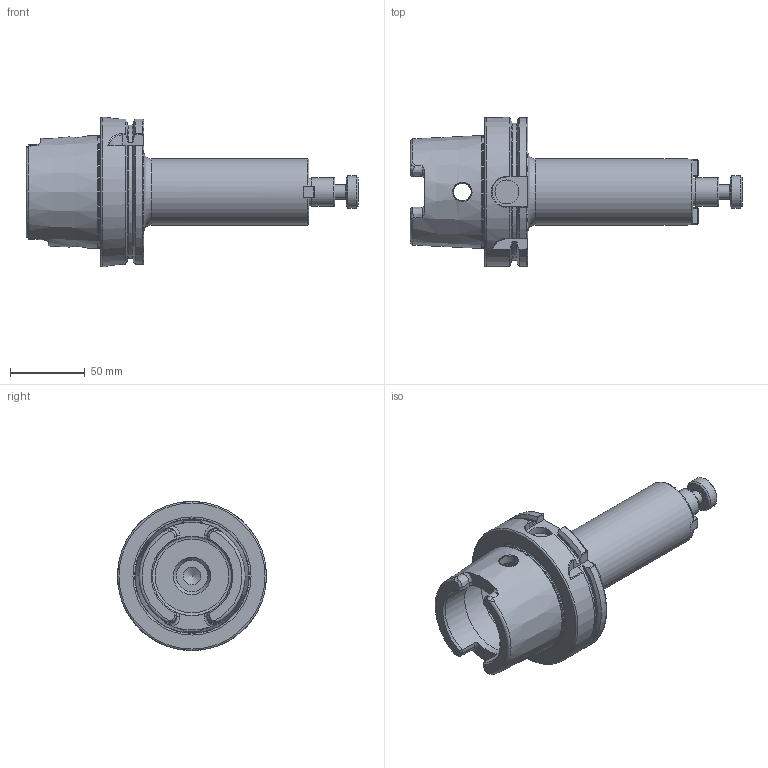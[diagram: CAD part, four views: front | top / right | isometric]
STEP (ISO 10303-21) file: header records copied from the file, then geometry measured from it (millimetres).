
FILE_DESCRIPTION(/* description */ (''),/* implementation_level */ '2;1');
FILE_NAME(/* name */ 'HSK100A-SM075-0550.stp',/* time_stamp */ '2019-07-24T16:40:59-05:00',/* author */ ('ldfli'),/* organization */ ('Pioneer N.A.'),/* preprocessor_version */ 'ST-DEVELOPER v18',/* originating_system */ 'Autodesk Inventor LT',/* authorisation */ '');
FILE_SCHEMA (('AUTOMOTIVE_DESIGN { 1 0 10303 214 3 1 1 }'));
Length unit declared in the file: millimetre
Products named in the file (1): HSK100A-SM075-0550
Bounding box: 222.7 x 100 x 100 mm (x, y, z)
Volume: 432042.6 mm3; surface area: 71453.6 mm2
Topology: 4 solids, 4 shells, 290 faces, 745 edges, 483 vertices
Faces by surface type: plane 150, cylinder 46, bspline 46, cone 25, torus 23
Full cylindrical faces by diameter (mm): 2.459 x2, 3 x2, 3.3 x2, 5.5 x2, 5.8 x2, 8.382 x1, 9.53 x1, 10 x1, 12 x3, 13 x1, 16 x1, 18.55 x1, 19.05 x1, 21 x1, 22 x1, 26 x1, 44.57 x1, 53 x2, 63 x1, 75.519 x1, 100 x1
Entity records: 11805 total; most frequent: CARTESIAN_POINT 4974, ORIENTED_EDGE 1486, DIRECTION 1299, EDGE_CURVE 743, VERTEX_POINT 485, AXIS2_PLACEMENT_3D 470, LINE 359, VECTOR 359
